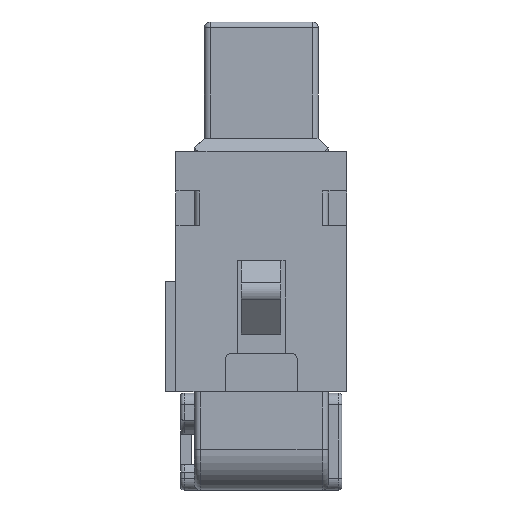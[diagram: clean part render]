
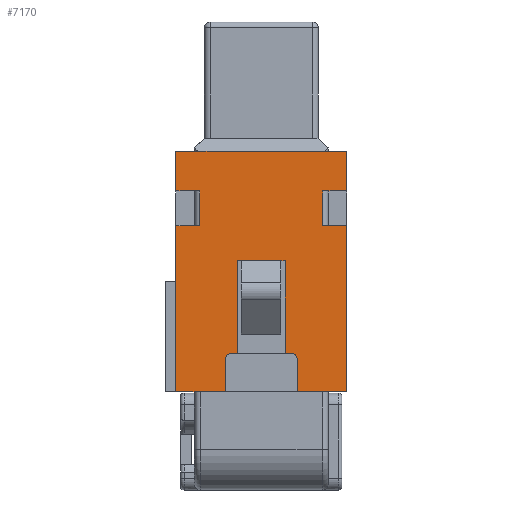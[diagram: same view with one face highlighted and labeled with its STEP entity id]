
A CAD part, front view. The second image highlights one B-rep face of the part: STEP entity #7170.
In plain terms, the highlighted face is planar.
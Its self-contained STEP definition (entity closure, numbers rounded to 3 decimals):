
#4260=CARTESIAN_POINT('',(-7.35,36.4,11.175));
#4270=VERTEX_POINT('',#4260);
#4300=CARTESIAN_POINT('',(-7.35,36.4,0.));
#4310=DIRECTION('',(0.,0.,-1.));
#4320=VECTOR('',#4310,1.);
#4330=LINE('',#4300,#4320);
#4340=CARTESIAN_POINT('',(-7.35,36.4,14.575));
#4350=VERTEX_POINT('',#4340);
#4360=EDGE_CURVE('',#4350,#4270,#4330,.T.);
#4580=CARTESIAN_POINT('',(-7.35,36.4,17.575));
#4590=VERTEX_POINT('',#4580);
#4620=CARTESIAN_POINT('',(-7.35,36.4,31.875));
#4630=VERTEX_POINT('',#4620);
#4640=EDGE_CURVE('',#4630,#4590,#4330,.T.);
#5580=CARTESIAN_POINT('',(7.3,36.4,11.175));
#5590=DIRECTION('',(0.,-1.,0.));
#5600=DIRECTION('',(1.,0.,0.));
#5610=AXIS2_PLACEMENT_3D('',#5580,#5590,#5600);
#5620=PLANE('',#5610);
#5630=CARTESIAN_POINT('',(7.35,36.4,0.));
#5640=DIRECTION('',(0.,0.,1.));
#5650=VECTOR('',#5640,1.);
#5660=LINE('',#5630,#5650);
#5670=CARTESIAN_POINT('',(7.35,36.4,11.175));
#5680=VERTEX_POINT('',#5670);
#5690=CARTESIAN_POINT('',(7.35,36.4,14.575));
#5700=VERTEX_POINT('',#5690);
#5710=EDGE_CURVE('',#5680,#5700,#5660,.T.);
#5720=ORIENTED_EDGE('',*,*,#5710,.F.);
#5730=CARTESIAN_POINT('',(0.,36.4,14.575));
#5740=DIRECTION('',(1.,0.,0.));
#5750=VECTOR('',#5740,1.);
#5760=LINE('',#5730,#5750);
#5770=CARTESIAN_POINT('',(5.3,36.4,14.575));
#5780=VERTEX_POINT('',#5770);
#5790=EDGE_CURVE('',#5780,#5700,#5760,.T.);
#5800=ORIENTED_EDGE('',*,*,#5790,.T.);
#5810=CARTESIAN_POINT('',(5.3,36.4,0.));
#5820=DIRECTION('',(0.,0.,-1.));
#5830=VECTOR('',#5820,1.);
#5840=LINE('',#5810,#5830);
#5850=CARTESIAN_POINT('',(5.3,36.4,17.575));
#5860=VERTEX_POINT('',#5850);
#5870=EDGE_CURVE('',#5860,#5780,#5840,.T.);
#5880=ORIENTED_EDGE('',*,*,#5870,.T.);
#5890=CARTESIAN_POINT('',(0.,36.4,17.575));
#5900=DIRECTION('',(-1.,0.,0.));
#5910=VECTOR('',#5900,1.);
#5920=LINE('',#5890,#5910);
#5930=CARTESIAN_POINT('',(7.35,36.4,17.575));
#5940=VERTEX_POINT('',#5930);
#5950=EDGE_CURVE('',#5940,#5860,#5920,.T.);
#5960=ORIENTED_EDGE('',*,*,#5950,.T.);
#5970=CARTESIAN_POINT('',(7.35,36.4,31.875));
#5980=VERTEX_POINT('',#5970);
#5990=EDGE_CURVE('',#5940,#5980,#5660,.T.);
#6000=ORIENTED_EDGE('',*,*,#5990,.F.);
#6010=CARTESIAN_POINT('',(0.,36.4,31.875));
#6020=DIRECTION('',(-1.,0.,0.));
#6030=VECTOR('',#6020,1.);
#6040=LINE('',#6010,#6030);
#6050=CARTESIAN_POINT('',(3.1,36.4,31.875));
#6060=VERTEX_POINT('',#6050);
#6070=EDGE_CURVE('',#5980,#6060,#6040,.T.);
#6080=ORIENTED_EDGE('',*,*,#6070,.F.);
#6090=CARTESIAN_POINT('',(3.1,36.4,0.));
#6100=DIRECTION('',(0.,0.,1.));
#6110=VECTOR('',#6100,1.);
#6120=LINE('',#6090,#6110);
#6130=CARTESIAN_POINT('',(3.1,36.4,29.075));
#6140=VERTEX_POINT('',#6130);
#6150=EDGE_CURVE('',#6140,#6060,#6120,.T.);
#6160=ORIENTED_EDGE('',*,*,#6150,.T.);
#6170=CARTESIAN_POINT('',(2.6,36.4,29.075));
#6180=DIRECTION('',(0.,1.,0.));
#6190=DIRECTION('',(1.,0.,0.));
#6200=AXIS2_PLACEMENT_3D('',#6170,#6180,#6190);
#6210=CIRCLE('',#6200,0.5);
#6220=CARTESIAN_POINT('',(2.6,36.4,28.575));
#6230=VERTEX_POINT('',#6220);
#6240=EDGE_CURVE('',#6140,#6230,#6210,.T.);
#6250=ORIENTED_EDGE('',*,*,#6240,.F.);
#6260=CARTESIAN_POINT('',(0.,36.4,28.575));
#6270=DIRECTION('',(1.,0.,0.));
#6280=VECTOR('',#6270,1.);
#6290=LINE('',#6260,#6280);
#6300=CARTESIAN_POINT('',(2.05,36.4,28.575));
#6310=VERTEX_POINT('',#6300);
#6320=EDGE_CURVE('',#6310,#6230,#6290,.T.);
#6330=ORIENTED_EDGE('',*,*,#6320,.T.);
#6340=CARTESIAN_POINT('',(2.05,36.4,0.));
#6350=DIRECTION('',(0.,0.,-1.));
#6360=VECTOR('',#6350,1.);
#6370=LINE('',#6340,#6360);
#6380=CARTESIAN_POINT('',(2.05,36.4,20.575));
#6390=VERTEX_POINT('',#6380);
#6400=EDGE_CURVE('',#6310,#6390,#6370,.T.);
#6410=ORIENTED_EDGE('',*,*,#6400,.F.);
#6420=CARTESIAN_POINT('',(0.,36.4,20.575));
#6430=DIRECTION('',(1.,0.,0.));
#6440=VECTOR('',#6430,1.);
#6450=LINE('',#6420,#6440);
#6460=CARTESIAN_POINT('',(-2.05,36.4,20.575));
#6470=VERTEX_POINT('',#6460);
#6480=EDGE_CURVE('',#6470,#6390,#6450,.T.);
#6490=ORIENTED_EDGE('',*,*,#6480,.T.);
#6500=CARTESIAN_POINT('',(-2.05,36.4,0.));
#6510=DIRECTION('',(0.,0.,1.));
#6520=VECTOR('',#6510,1.);
#6530=LINE('',#6500,#6520);
#6540=CARTESIAN_POINT('',(-2.05,36.4,28.575));
#6550=VERTEX_POINT('',#6540);
#6560=EDGE_CURVE('',#6470,#6550,#6530,.T.);
#6570=ORIENTED_EDGE('',*,*,#6560,.F.);
#6580=CARTESIAN_POINT('',(-2.6,36.4,28.575));
#6590=VERTEX_POINT('',#6580);
#6600=EDGE_CURVE('',#6590,#6550,#6290,.T.);
#6610=ORIENTED_EDGE('',*,*,#6600,.T.);
#6620=CARTESIAN_POINT('',(-2.6,36.4,29.075));
#6630=DIRECTION('',(0.,-1.,0.));
#6640=DIRECTION('',(-1.,0.,0.));
#6650=AXIS2_PLACEMENT_3D('',#6620,#6630,#6640);
#6660=CIRCLE('',#6650,0.5);
#6670=CARTESIAN_POINT('',(-3.1,36.4,29.075));
#6680=VERTEX_POINT('',#6670);
#6690=EDGE_CURVE('',#6680,#6590,#6660,.T.);
#6700=ORIENTED_EDGE('',*,*,#6690,.T.);
#6710=CARTESIAN_POINT('',(-3.1,36.4,0.));
#6720=DIRECTION('',(0.,0.,-1.));
#6730=VECTOR('',#6720,1.);
#6740=LINE('',#6710,#6730);
#6750=CARTESIAN_POINT('',(-3.1,36.4,31.875));
#6760=VERTEX_POINT('',#6750);
#6770=EDGE_CURVE('',#6760,#6680,#6740,.T.);
#6780=ORIENTED_EDGE('',*,*,#6770,.T.);
#6790=CARTESIAN_POINT('',(7.3,36.4,31.875));
#6800=DIRECTION('',(-1.,0.,0.));
#6810=VECTOR('',#6800,1.);
#6820=LINE('',#6790,#6810);
#6830=EDGE_CURVE('',#6760,#4630,#6820,.T.);
#6840=ORIENTED_EDGE('',*,*,#6830,.F.);
#6850=ORIENTED_EDGE('',*,*,#4640,.F.);
#6860=CARTESIAN_POINT('',(0.,36.4,17.575));
#6870=DIRECTION('',(-1.,0.,0.));
#6880=VECTOR('',#6870,1.);
#6890=LINE('',#6860,#6880);
#6900=CARTESIAN_POINT('',(-5.3,36.4,17.575));
#6910=VERTEX_POINT('',#6900);
#6920=EDGE_CURVE('',#6910,#4590,#6890,.T.);
#6930=ORIENTED_EDGE('',*,*,#6920,.T.);
#6940=CARTESIAN_POINT('',(-5.3,36.4,0.));
#6950=DIRECTION('',(0.,0.,1.));
#6960=VECTOR('',#6950,1.);
#6970=LINE('',#6940,#6960);
#6980=CARTESIAN_POINT('',(-5.3,36.4,14.575));
#6990=VERTEX_POINT('',#6980);
#7000=EDGE_CURVE('',#6990,#6910,#6970,.T.);
#7010=ORIENTED_EDGE('',*,*,#7000,.T.);
#7020=CARTESIAN_POINT('',(0.,36.4,14.575));
#7030=DIRECTION('',(1.,0.,0.));
#7040=VECTOR('',#7030,1.);
#7050=LINE('',#7020,#7040);
#7060=EDGE_CURVE('',#4350,#6990,#7050,.T.);
#7070=ORIENTED_EDGE('',*,*,#7060,.T.);
#7080=ORIENTED_EDGE('',*,*,#4360,.F.);
#7090=CARTESIAN_POINT('',(0.,36.4,11.175));
#7100=DIRECTION('',(1.,0.,0.));
#7110=VECTOR('',#7100,1.);
#7120=LINE('',#7090,#7110);
#7130=EDGE_CURVE('',#4270,#5680,#7120,.T.);
#7140=ORIENTED_EDGE('',*,*,#7130,.F.);
#7150=EDGE_LOOP('',(#7140,#7080,#7070,#7010,#6930,#6850,#6840,#6780,
#6700,#6610,#6570,#6490,#6410,#6330,#6250,#6160,#6080,#6000,#5960,#5880,
#5800,#5720));
#7160=FACE_OUTER_BOUND('',#7150,.T.);
#7170=ADVANCED_FACE('',(#7160),#5620,.F.);
